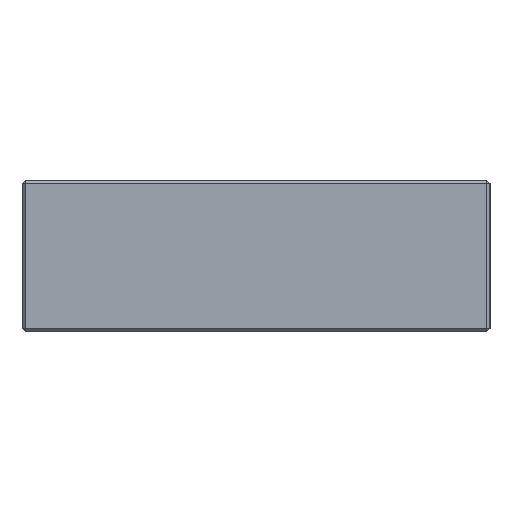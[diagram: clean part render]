
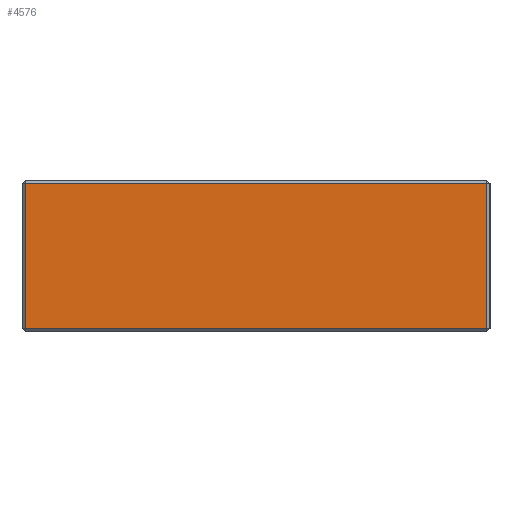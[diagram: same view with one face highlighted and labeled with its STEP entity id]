
A CAD part, left-side view. The second image highlights one B-rep face of the part: STEP entity #4576.
In plain terms, the highlighted planar face has unit normal (-1, 0, 0).
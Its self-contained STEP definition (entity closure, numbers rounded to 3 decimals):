
#119 = CARTESIAN_POINT ( 'NONE',  ( -24., -18.25, 0.25 ) ) ;
#367 = LINE ( 'NONE', #3038, #2770 ) ;
#375 = PLANE ( 'NONE',  #7007 ) ;
#436 = EDGE_CURVE ( 'NONE', #4565, #2470, #1370, .T. ) ;
#702 = VECTOR ( 'NONE', #7672, 1000. ) ;
#1173 = CARTESIAN_POINT ( 'NONE',  ( -24., -18.5, 12. ) ) ;
#1370 = LINE ( 'NONE', #2568, #8423 ) ;
#1553 = DIRECTION ( 'NONE',  ( 0., 1., 0. ) ) ;
#1577 = ORIENTED_EDGE ( 'NONE', *, *, #5942, .T. ) ;
#1823 = CARTESIAN_POINT ( 'NONE',  ( -24., 18.25, 11.75 ) ) ;
#2314 = ORIENTED_EDGE ( 'NONE', *, *, #7488, .T. ) ;
#2470 = VERTEX_POINT ( 'NONE', #3854 ) ;
#2568 = CARTESIAN_POINT ( 'NONE',  ( -24., 18.25, 12. ) ) ;
#2770 = VECTOR ( 'NONE', #5698, 1000. ) ;
#3038 = CARTESIAN_POINT ( 'NONE',  ( -24., -18.25, 12. ) ) ;
#3045 = DIRECTION ( 'NONE',  ( 0., 0., -1. ) ) ;
#3719 = ORIENTED_EDGE ( 'NONE', *, *, #6214, .T. ) ;
#3738 = FACE_OUTER_BOUND ( 'NONE', #8052, .T. ) ;
#3854 = CARTESIAN_POINT ( 'NONE',  ( -24., 18.25, 0.25 ) ) ;
#4295 = CARTESIAN_POINT ( 'NONE',  ( -24., -18.5, 11.75 ) ) ;
#4565 = VERTEX_POINT ( 'NONE', #1823 ) ;
#4576 = ADVANCED_FACE ( 'NONE', ( #3738 ), #375, .F. ) ;
#4973 = VERTEX_POINT ( 'NONE', #7256 ) ;
#5351 = DIRECTION ( 'NONE',  ( 0., 0., -1. ) ) ;
#5354 = VECTOR ( 'NONE', #1553, 1000. ) ;
#5698 = DIRECTION ( 'NONE',  ( 0., 0., 1. ) ) ;
#5942 = EDGE_CURVE ( 'NONE', #4973, #4565, #6832, .T. ) ;
#6214 = EDGE_CURVE ( 'NONE', #6708, #4973, #367, .T. ) ;
#6708 = VERTEX_POINT ( 'NONE', #119 ) ;
#6832 = LINE ( 'NONE', #4295, #5354 ) ;
#7007 = AXIS2_PLACEMENT_3D ( 'NONE', #1173, #7730, #3045 ) ;
#7015 = LINE ( 'NONE', #7058, #702 ) ;
#7058 = CARTESIAN_POINT ( 'NONE',  ( -24., -18.5, 0.25 ) ) ;
#7256 = CARTESIAN_POINT ( 'NONE',  ( -24., -18.25, 11.75 ) ) ;
#7488 = EDGE_CURVE ( 'NONE', #2470, #6708, #7015, .T. ) ;
#7672 = DIRECTION ( 'NONE',  ( 0., -1., 0. ) ) ;
#7730 = DIRECTION ( 'NONE',  ( 1., 0., 0. ) ) ;
#7740 = ORIENTED_EDGE ( 'NONE', *, *, #436, .T. ) ;
#8052 = EDGE_LOOP ( 'NONE', ( #7740, #2314, #3719, #1577 ) ) ;
#8423 = VECTOR ( 'NONE', #5351, 1000. ) ;
